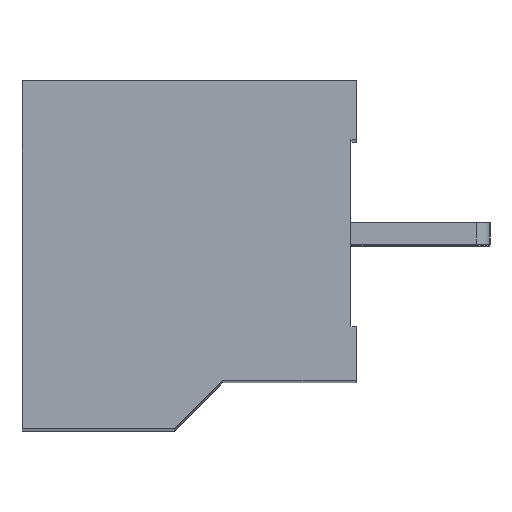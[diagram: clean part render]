
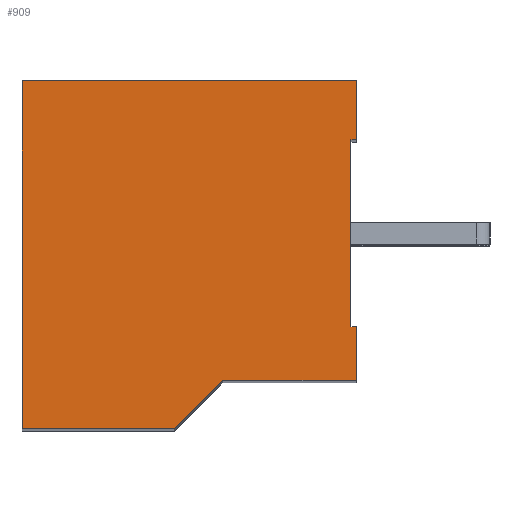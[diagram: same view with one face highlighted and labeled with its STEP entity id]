
A CAD part, top view. The second image highlights one B-rep face of the part: STEP entity #909.
In plain terms, the highlighted planar face has unit normal (0, 0, 1).
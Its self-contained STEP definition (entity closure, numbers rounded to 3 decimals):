
#909 = ADVANCED_FACE( '', ( #1892 ), #1893, .T. );
#1892 = FACE_OUTER_BOUND( '', #2986, .T. );
#1893 = PLANE( '', #2987 );
#2986 = EDGE_LOOP( '', ( #5468, #5469, #5470, #5471, #5472, #5473, #5474, #5475, #5476, #5477 ) );
#2987 = AXIS2_PLACEMENT_3D( '', #5478, #5479, #5480 );
#5468 = ORIENTED_EDGE( '', *, *, #6875, .F. );
#5469 = ORIENTED_EDGE( '', *, *, #7656, .F. );
#5470 = ORIENTED_EDGE( '', *, *, #7538, .T. );
#5471 = ORIENTED_EDGE( '', *, *, #7657, .F. );
#5472 = ORIENTED_EDGE( '', *, *, #7074, .F. );
#5473 = ORIENTED_EDGE( '', *, *, #7463, .T. );
#5474 = ORIENTED_EDGE( '', *, *, #7658, .F. );
#5475 = ORIENTED_EDGE( '', *, *, #7659, .F. );
#5476 = ORIENTED_EDGE( '', *, *, #7369, .T. );
#5477 = ORIENTED_EDGE( '', *, *, #7660, .F. );
#5478 = CARTESIAN_POINT( '', ( 12.003, -10.629, 0. ) );
#5479 = DIRECTION( '', ( 0., 0., 1. ) );
#5480 = DIRECTION( '', ( 1., 0., 0. ) );
#6875 = EDGE_CURVE( '', #8358, #8354, #8360, .T. );
#7074 = EDGE_CURVE( '', #8672, #8674, #8675, .T. );
#7369 = EDGE_CURVE( '', #9128, #9132, #9134, .T. );
#7463 = EDGE_CURVE( '', #8672, #9255, #9257, .T. );
#7538 = EDGE_CURVE( '', #9364, #9362, #9365, .T. );
#7656 = EDGE_CURVE( '', #9364, #8358, #9509, .T. );
#7657 = EDGE_CURVE( '', #8674, #9362, #9510, .T. );
#7658 = EDGE_CURVE( '', #9511, #9255, #9512, .T. );
#7659 = EDGE_CURVE( '', #9128, #9511, #9513, .T. );
#7660 = EDGE_CURVE( '', #8354, #9132, #9514, .T. );
#8354 = VERTEX_POINT( '', #10449 );
#8358 = VERTEX_POINT( '', #10455 );
#8360 = LINE( '', #10458, #10459 );
#8672 = VERTEX_POINT( '', #10919 );
#8674 = VERTEX_POINT( '', #10922 );
#8675 = LINE( '', #10923, #10924 );
#9128 = VERTEX_POINT( '', #11603 );
#9132 = VERTEX_POINT( '', #11609 );
#9134 = LINE( '', #11612, #11613 );
#9255 = VERTEX_POINT( '', #11799 );
#9257 = LINE( '', #11802, #11803 );
#9362 = VERTEX_POINT( '', #11958 );
#9364 = VERTEX_POINT( '', #11961 );
#9365 = LINE( '', #11962, #11963 );
#9509 = LINE( '', #12185, #12186 );
#9510 = LINE( '', #12187, #12188 );
#9511 = VERTEX_POINT( '', #12189 );
#9512 = LINE( '', #12190, #12191 );
#9513 = LINE( '', #12192, #12193 );
#9514 = LINE( '', #12194, #12195 );
#10449 = CARTESIAN_POINT( '', ( 0., -13., 0. ) );
#10455 = CARTESIAN_POINT( '', ( 5.7, -13., 0. ) );
#10458 = CARTESIAN_POINT( '', ( 10.298, -13., 0. ) );
#10459 = VECTOR( '', #12793, 1000. );
#10919 = CARTESIAN_POINT( '', ( 12.3, -9.2, 0. ) );
#10922 = CARTESIAN_POINT( '', ( 12.5, -9.2, 0. ) );
#10923 = CARTESIAN_POINT( '', ( 12.182, -9.2, 0. ) );
#10924 = VECTOR( '', #12952, 1000. );
#11603 = CARTESIAN_POINT( '', ( 12.5, 0., 0. ) );
#11609 = CARTESIAN_POINT( '', ( 0., 0., 0. ) );
#11612 = CARTESIAN_POINT( '', ( 8.382, 0., 0. ) );
#11613 = VECTOR( '', #13197, 1000. );
#11799 = CARTESIAN_POINT( '', ( 12.3, -2.2, 0. ) );
#11802 = CARTESIAN_POINT( '', ( 12.3, -12.3, 0. ) );
#11803 = VECTOR( '', #13264, 1000. );
#11958 = CARTESIAN_POINT( '', ( 12.5, -11.2, 0. ) );
#11961 = CARTESIAN_POINT( '', ( 7.5, -11.2, 0. ) );
#11962 = CARTESIAN_POINT( '', ( 10.298, -11.2, 0. ) );
#11963 = VECTOR( '', #13322, 1000. );
#12185 = CARTESIAN_POINT( '', ( 7.5, -11.2, 0. ) );
#12186 = VECTOR( '', #13404, 1000. );
#12187 = CARTESIAN_POINT( '', ( 12.5, -9.2, 0. ) );
#12188 = VECTOR( '', #13405, 1000. );
#12189 = CARTESIAN_POINT( '', ( 12.5, -2.2, 0. ) );
#12190 = CARTESIAN_POINT( '', ( 12.5, -2.2, 0. ) );
#12191 = VECTOR( '', #13406, 1000. );
#12192 = CARTESIAN_POINT( '', ( 12.5, 0., 0. ) );
#12193 = VECTOR( '', #13407, 1000. );
#12194 = CARTESIAN_POINT( '', ( 0., -12.05, 0. ) );
#12195 = VECTOR( '', #13408, 1000. );
#12793 = DIRECTION( '', ( -1., 0., 0. ) );
#12952 = DIRECTION( '', ( 1., 0., 0. ) );
#13197 = DIRECTION( '', ( -1., 0., 0. ) );
#13264 = DIRECTION( '', ( 0., 1., 0. ) );
#13322 = DIRECTION( '', ( 1., 0., 0. ) );
#13404 = DIRECTION( '', ( -0.707, -0.707, 0. ) );
#13405 = DIRECTION( '', ( 0., -1., 0. ) );
#13406 = DIRECTION( '', ( -1., 0., 0. ) );
#13407 = DIRECTION( '', ( 0., -1., 0. ) );
#13408 = DIRECTION( '', ( 0., 1., 0. ) );
